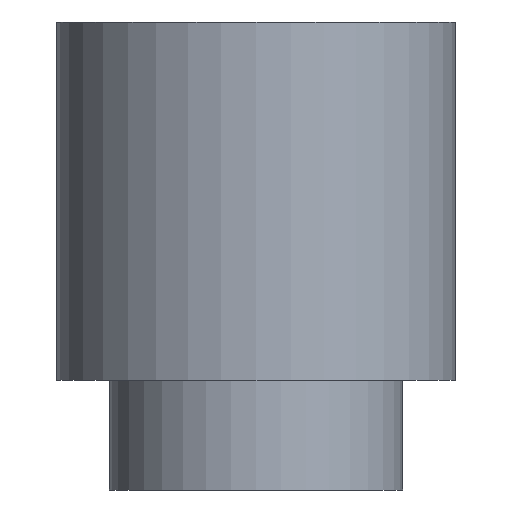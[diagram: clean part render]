
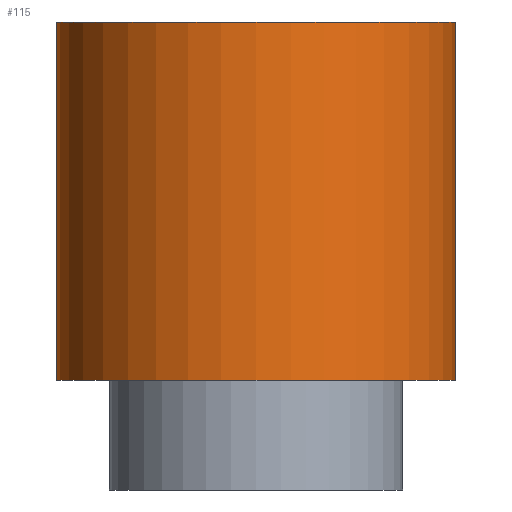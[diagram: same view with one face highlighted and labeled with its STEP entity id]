
A CAD part, front view. The second image highlights one B-rep face of the part: STEP entity #115.
In plain terms, the highlighted cylindrical face has radius 2.78 mm (diameter 5.56 mm), a full revolution.
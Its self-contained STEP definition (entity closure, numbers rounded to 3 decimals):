
#74 = EDGE_CURVE('',#75,#75,#77,.T.);
#75 = VERTEX_POINT('',#76);
#76 = CARTESIAN_POINT('',(2.78,0.,0.));
#77 = CIRCLE('',#78,2.78);
#78 = AXIS2_PLACEMENT_3D('',#79,#80,#81);
#79 = CARTESIAN_POINT('',(0.,0.,0.));
#80 = DIRECTION('',(0.,0.,1.));
#81 = DIRECTION('',(1.,0.,0.));
#115 = ADVANCED_FACE('',(#116),#135,.T.);
#116 = FACE_BOUND('',#117,.F.);
#117 = EDGE_LOOP('',(#118,#126,#133,#134));
#118 = ORIENTED_EDGE('',*,*,#119,.T.);
#119 = EDGE_CURVE('',#75,#120,#122,.T.);
#120 = VERTEX_POINT('',#121);
#121 = CARTESIAN_POINT('',(2.78,0.,5.));
#122 = LINE('',#123,#124);
#123 = CARTESIAN_POINT('',(2.78,0.,0.));
#124 = VECTOR('',#125,1.);
#125 = DIRECTION('',(0.,0.,1.));
#126 = ORIENTED_EDGE('',*,*,#127,.T.);
#127 = EDGE_CURVE('',#120,#120,#128,.T.);
#128 = CIRCLE('',#129,2.78);
#129 = AXIS2_PLACEMENT_3D('',#130,#131,#132);
#130 = CARTESIAN_POINT('',(0.,0.,5.));
#131 = DIRECTION('',(0.,0.,1.));
#132 = DIRECTION('',(1.,0.,0.));
#133 = ORIENTED_EDGE('',*,*,#119,.F.);
#134 = ORIENTED_EDGE('',*,*,#74,.F.);
#135 = CYLINDRICAL_SURFACE('',#136,2.78);
#136 = AXIS2_PLACEMENT_3D('',#137,#138,#139);
#137 = CARTESIAN_POINT('',(0.,0.,0.));
#138 = DIRECTION('',(-0.,-0.,-1.));
#139 = DIRECTION('',(1.,0.,0.));
